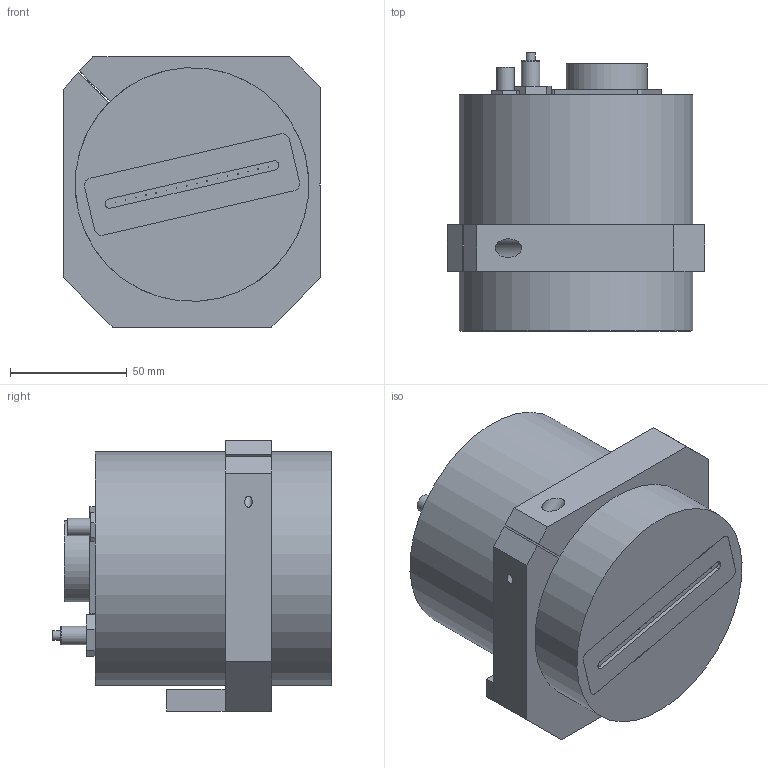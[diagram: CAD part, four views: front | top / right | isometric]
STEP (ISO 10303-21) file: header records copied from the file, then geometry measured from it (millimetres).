
FILE_DESCRIPTION(/* description */ (''),/* implementation_level */ '2;1');
FILE_NAME(/* name */ '16 DOT WITH MOUNTING BRACKET.stp',/* time_stamp */ '2024-12-10T14:59:37-05:00',/* author */ ('ddeah'),/* organization */ (''),/* preprocessor_version */ 'ST-DEVELOPER v19',/* originating_system */ 'Autodesk Inventor 2023',/* authorisation */ '');
FILE_SCHEMA (('AUTOMOTIVE_DESIGN { 1 0 10303 214 3 1 1 }'));
Length unit declared in the file: inch
Products named in the file (1): 16 Dot
Bounding box: 109.98 x 119.03 x 115.82 mm (x, y, z)
Volume: 906987 mm3; surface area: 78756.6 mm2
Topology: 2 solids, 2 shells, 123 faces, 263 edges, 175 vertices
Faces by surface type: plane 79, cylinder 43, torus 1
Full cylindrical faces by diameter (mm): 0.254 x16, 3.302 x1, 3.912 x1, 4.5 x1, 5 x4, 7.468 x1, 7.849 x1, 7.938 x1, 8 x4, 34.646 x1, 100 x1
Entity records: 3563 total; most frequent: DIRECTION 600, CARTESIAN_POINT 562, ORIENTED_EDGE 526, EDGE_CURVE 263, AXIS2_PLACEMENT_3D 213, LINE 174, VECTOR 174, VERTEX_POINT 174
